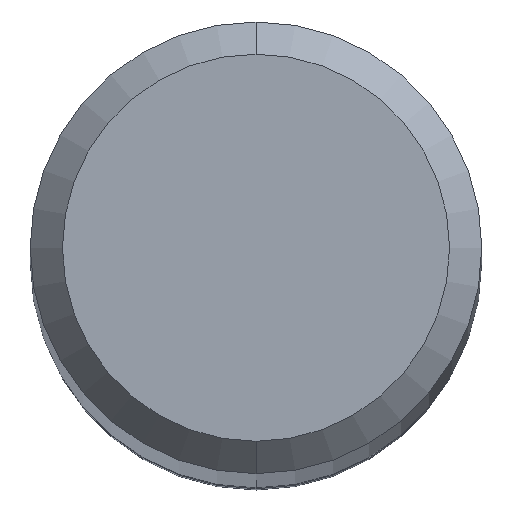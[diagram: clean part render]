
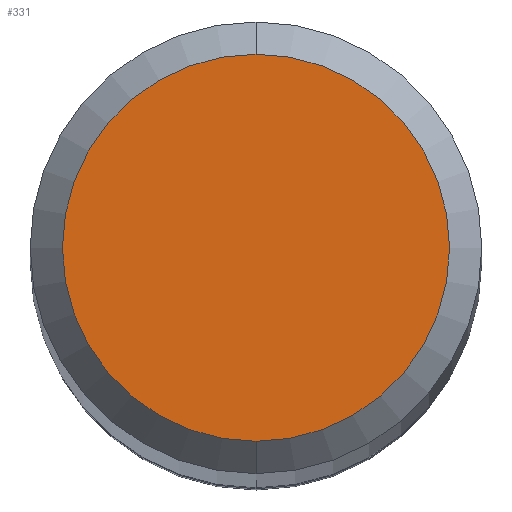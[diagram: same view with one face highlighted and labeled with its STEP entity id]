
A CAD part, top view. The second image highlights one B-rep face of the part: STEP entity #331.
In plain terms, the highlighted planar face has unit normal (0, 0, 1).
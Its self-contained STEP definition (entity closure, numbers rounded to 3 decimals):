
#183=VERTEX_POINT('',#423);
#203=VERTEX_POINT('',#443);
#215=EDGE_CURVE('',#203,#183,#457,.T.);
#293=EDGE_CURVE('',#183,#203,#546,.T.);
#331=ADVANCED_FACE('',(#587),#588,.T.);
#423=CARTESIAN_POINT('',(0.,-1.8,0.0));
#443=CARTESIAN_POINT('',(0.0,1.8,0.0));
#457=CIRCLE('',#740,1.8);
#546=CIRCLE('',#848,1.8);
#587=FACE_OUTER_BOUND('',#904,.T.);
#588=PLANE('',#905);
#740=AXIS2_PLACEMENT_3D('',#1037,#1038,#1039);
#848=AXIS2_PLACEMENT_3D('',#1166,#1167,#1168);
#904=EDGE_LOOP('',(#1219,#1220));
#905=AXIS2_PLACEMENT_3D('',#1221,#1222,#1223);
#1037=CARTESIAN_POINT('',(0.0,0.0,0.0));
#1038=DIRECTION('',(0.0,0.0,-1.0));
#1039=DIRECTION('',(0.0,1.0,0.0));
#1166=CARTESIAN_POINT('',(0.0,0.0,0.0));
#1167=DIRECTION('',(0.0,0.0,-1.0));
#1168=DIRECTION('',(0.0,1.0,0.0));
#1219=ORIENTED_EDGE('',*,*,#215,.F.);
#1220=ORIENTED_EDGE('',*,*,#293,.F.);
#1221=CARTESIAN_POINT('',(0.0,0.9,0.0));
#1222=DIRECTION('',(-0.0,0.0,1.0));
#1223=DIRECTION('',(0.0,-1.0,0.0));
